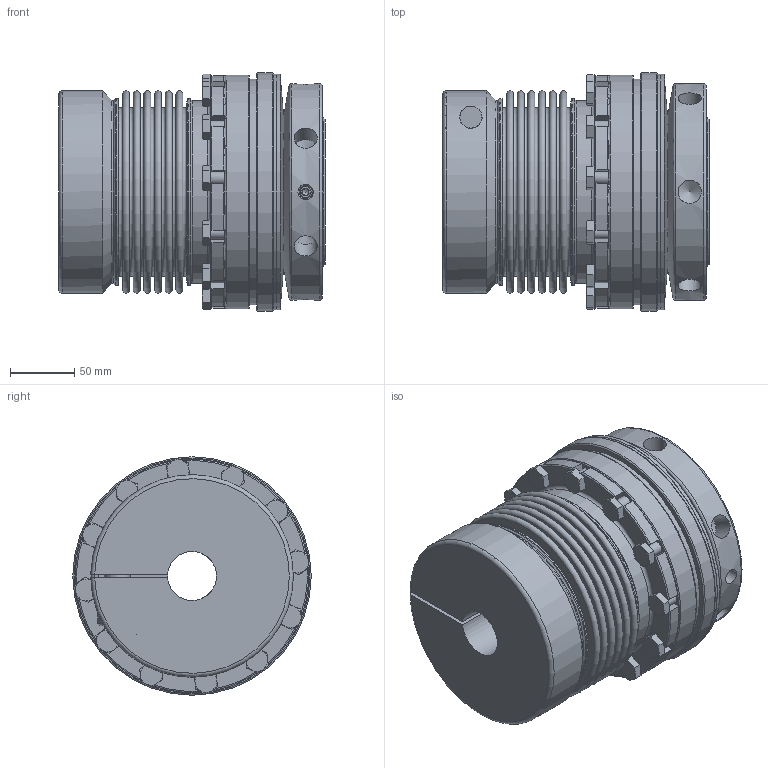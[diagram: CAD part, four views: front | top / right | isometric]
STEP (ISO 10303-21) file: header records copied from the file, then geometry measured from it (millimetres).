
FILE_DESCRIPTION(/* description */ ('Unknown'),/* implementation_level */ '2;1');
FILE_NAME(/* name */ 'SKW- KG 2000',/* time_stamp */ '2020-07-09T12:23:06+02:00',/* author */ ('Unknown'),/* organization */ ('Unknown'),/* preprocessor_version */ 'ST-DEVELOPER v16.7',/* originating_system */ 'DEX',/* authorisation */ $);
FILE_SCHEMA (('AUTOMOTIVE_DESIGN {1 0 10303 214 3 1 1}'));
Length unit declared in the file: millimetre
Products named in the file (1): SKW-KG 2000
Bounding box: 207.01 x 185 x 185 mm (x, y, z)
Volume: 2805138.3 mm3; surface area: 520836.4 mm2
Topology: 1 solids, 4 shells, 625 faces, 1711 edges, 1088 vertices
Faces by surface type: plane 235, torus 131, cone 117, cylinder 111, sphere 31
Full cylindrical faces by diameter (mm): 3.5 x2, 8 x2, 8.5 x2, 10 x13, 12 x2, 15 x3, 15.5 x12, 17.294 x1, 18 x6, 20 x1, 21 x1, 30 x1, 31 x1, 38 x1, 106 x1, 109.8 x1, 110 x2, 114.98 x1, 115 x3, 116 x1, 117 x1, 120 x2, 125 x1, 128 x1, 130 x2, 140 x2, 142 x1, 145 x2, 168 x1, 175 x1
Entity records: 18851 total; most frequent: CARTESIAN_POINT 4940, ORIENTED_EDGE 2760, DIRECTION 2744, EDGE_CURVE 1380, AXIS2_PLACEMENT_3D 1192, VERTEX_POINT 963, FACE_BOUND 921, EDGE_LOOP 908
